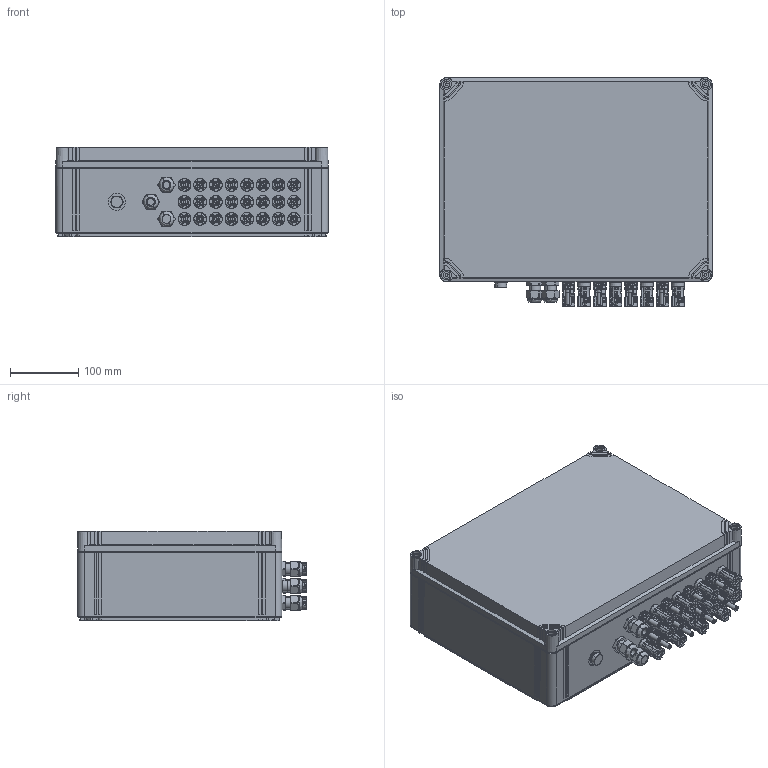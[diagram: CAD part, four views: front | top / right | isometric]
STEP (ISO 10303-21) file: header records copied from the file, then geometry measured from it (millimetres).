
FILE_DESCRIPTION(('CATIA V5 STEP Exchange','CAx-IF Rec.Pracs.--- Model Styling and Organization---1.5--- 2016-08-15','CAx-IF Rec.Pracs.---Supplemental Geometry---1.0---2011-11-01','CAx-IF Rec.Pracs.--- Composite Materials ---1.1---2010-07-15'),'2;1');
FILE_NAME ('D1648720_0', '2025-01-31T12:14:16+00:00', ('none'), ('Weidmueller'), 'CATIA Version 5-6 Release 2022 SP4 HF5', 'CATIA V5 STEP AP214 v3', 'none');
FILE_SCHEMA(('AUTOMOTIVE_DESIGN { 1 0 10303 214 1 1 1 1 }'));
Products named in the file (1): S3D_PVC_DC_2I_1O_4MPP_RD_SPD1R_EVO_11
Bounding box: 400 x 336.02 x 132 mm (x, y, z)
Volume: 15508539.5 mm3; surface area: 530177.7 mm2
Topology: 1 solids, 1 shells, 5266 faces, 15940 edges, 10979 vertices
Faces by surface type: plane 2206, cylinder 1958, extrusion 792, torus 220, cone 84, bspline 6
Entity records: 192259 total; most frequent: CARTESIAN_POINT 60501, ORIENTED_EDGE 31878, DIRECTION 16824, EDGE_CURVE 15939, VERTEX_POINT 10979, VECTOR 7726, LINE 6934, B_SPLINE_CURVE_WITH_KNOTS 6438
